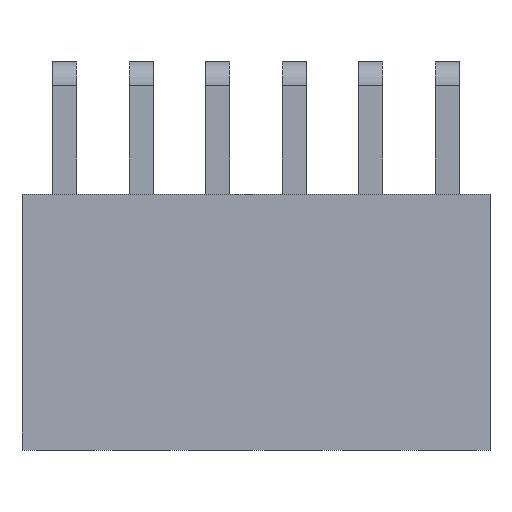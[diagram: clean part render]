
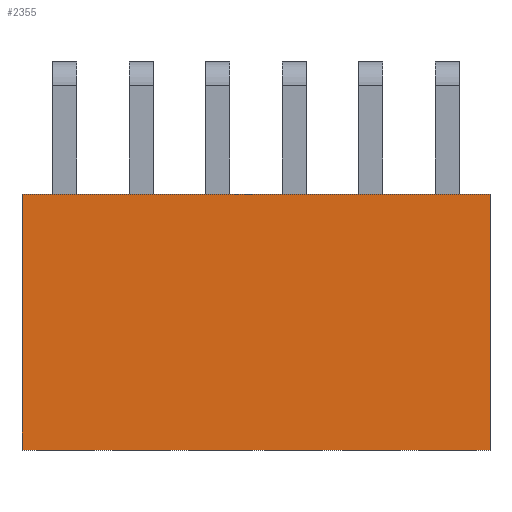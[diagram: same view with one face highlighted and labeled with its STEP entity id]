
A CAD part, top view. The second image highlights one B-rep face of the part: STEP entity #2355.
In plain terms, the highlighted planar face has unit normal (0, 0, 1).
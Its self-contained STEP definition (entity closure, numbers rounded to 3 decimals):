
#2355=ADVANCED_FACE('',(#4679),#4681,.T.);
#4679=FACE_BOUND('',#4680,.T.);
#4680=EDGE_LOOP('',(#6580,#6581,#6582,#6583));
#4681=PLANE('',#4682);
#4682=AXIS2_PLACEMENT_3D('',#4683,#4684,#4685);
#4683=CARTESIAN_POINT('',(14.12,-10.16,5.));
#4684=DIRECTION('',(0.,-0.,1.));
#4685=DIRECTION('',(0.,1.,0.));
#6580=ORIENTED_EDGE('',*,*,#7628,.T.);
#6581=ORIENTED_EDGE('',*,*,#7657,.T.);
#6582=ORIENTED_EDGE('',*,*,#7636,.F.);
#6583=ORIENTED_EDGE('',*,*,#7691,.F.);
#7628=EDGE_CURVE('',#8935,#8933,#8936,.T.);
#7636=EDGE_CURVE('',#8947,#8949,#8950,.T.);
#7657=EDGE_CURVE('',#8933,#8949,#8985,.T.);
#7691=EDGE_CURVE('',#8935,#8947,#9023,.T.);
#8933=VERTEX_POINT('',#11635);
#8935=VERTEX_POINT('',#11639);
#8936=LINE('',#11640,#11641);
#8947=VERTEX_POINT('',#11665);
#8949=VERTEX_POINT('',#11669);
#8950=LINE('',#11670,#11671);
#8985=LINE('',#11747,#11748);
#9023=LINE('',#11853,#11854);
#11635=CARTESIAN_POINT('',(14.12,-1.66,5.));
#11639=CARTESIAN_POINT('',(14.12,-10.16,5.));
#11640=CARTESIAN_POINT('',(14.12,-10.16,5.));
#11641=VECTOR('',#11642,1.);
#11642=DIRECTION('',(0.,1.,0.));
#11665=CARTESIAN_POINT('',(-1.42,-10.16,5.));
#11669=CARTESIAN_POINT('',(-1.42,-1.66,5.));
#11670=CARTESIAN_POINT('',(-1.42,-10.16,5.));
#11671=VECTOR('',#11672,1.);
#11672=DIRECTION('',(0.,1.,0.));
#11747=CARTESIAN_POINT('',(14.12,-1.66,5.));
#11748=VECTOR('',#11749,1.);
#11749=DIRECTION('',(-1.,0.,0.));
#11853=CARTESIAN_POINT('',(14.12,-10.16,5.));
#11854=VECTOR('',#11855,1.);
#11855=DIRECTION('',(-1.,0.,0.));
